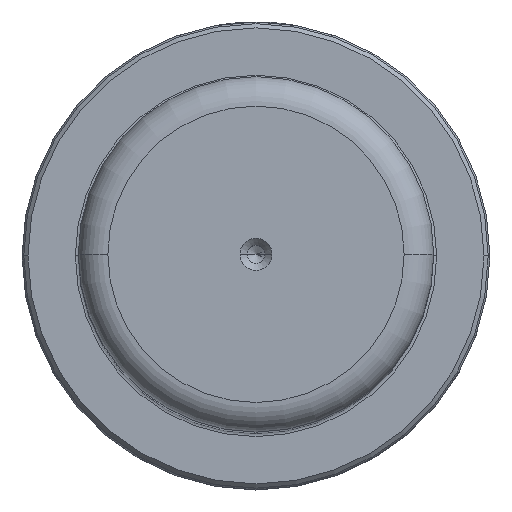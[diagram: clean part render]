
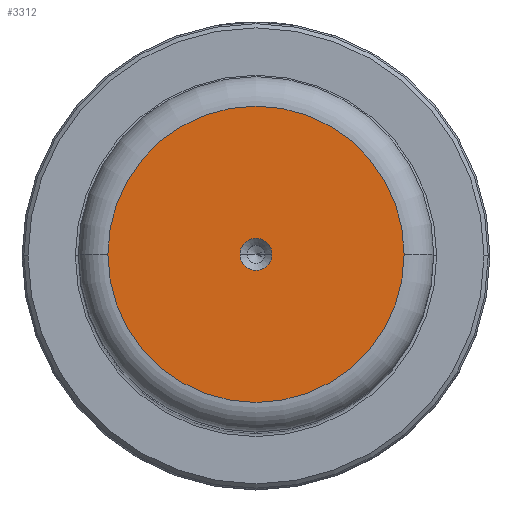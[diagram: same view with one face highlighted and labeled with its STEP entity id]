
A CAD part, top view. The second image highlights one B-rep face of the part: STEP entity #3312.
In plain terms, the highlighted planar face has unit normal (0, 0, 1).
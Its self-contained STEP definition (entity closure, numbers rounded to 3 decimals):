
#109 = ORIENTED_EDGE ( 'NONE', *, *, #208, .T. ) ;
#208 = EDGE_CURVE ( 'NONE', #2759, #3235, #2648, .T. ) ;
#235 = CARTESIAN_POINT ( 'NONE',  ( 0., 0., 212. ) ) ;
#489 = DIRECTION ( 'NONE',  ( 0., 0., 1. ) ) ;
#580 = AXIS2_PLACEMENT_3D ( 'NONE', #1420, #2240, #3620 ) ;
#797 = CIRCLE ( 'NONE', #2506, 2.7 ) ;
#843 = DIRECTION ( 'NONE',  ( 1., 0., 0. ) ) ;
#1083 = VERTEX_POINT ( 'NONE', #1902 ) ;
#1123 = DIRECTION ( 'NONE',  ( 0., 0., 1. ) ) ;
#1184 = ORIENTED_EDGE ( 'NONE', *, *, #1527, .T. ) ;
#1238 = AXIS2_PLACEMENT_3D ( 'NONE', #2505, #2430, #3619 ) ;
#1253 = EDGE_CURVE ( 'NONE', #1083, #2403, #3104, .T. ) ;
#1420 = CARTESIAN_POINT ( 'NONE',  ( 0., 0., 212. ) ) ;
#1436 = FACE_OUTER_BOUND ( 'NONE', #1490, .T. ) ;
#1490 = EDGE_LOOP ( 'NONE', ( #109, #1184 ) ) ;
#1527 = EDGE_CURVE ( 'NONE', #3235, #2759, #3612, .T. ) ;
#1543 = ORIENTED_EDGE ( 'NONE', *, *, #1253, .F. ) ;
#1610 = CARTESIAN_POINT ( 'NONE',  ( -25.017, 0., 212. ) ) ;
#1676 = PLANE ( 'NONE',  #580 ) ;
#1713 = DIRECTION ( 'NONE',  ( 1., 0., 0. ) ) ;
#1800 = AXIS2_PLACEMENT_3D ( 'NONE', #235, #3603, #1713 ) ;
#1902 = CARTESIAN_POINT ( 'NONE',  ( 2.7, 0., 212. ) ) ;
#2063 = AXIS2_PLACEMENT_3D ( 'NONE', #3605, #1123, #843 ) ;
#2158 = EDGE_LOOP ( 'NONE', ( #1543, #3360 ) ) ;
#2219 = EDGE_CURVE ( 'NONE', #2403, #1083, #797, .T. ) ;
#2240 = DIRECTION ( 'NONE',  ( 0., 0., 1. ) ) ;
#2403 = VERTEX_POINT ( 'NONE', #2548 ) ;
#2430 = DIRECTION ( 'NONE',  ( 0., 0., 1. ) ) ;
#2505 = CARTESIAN_POINT ( 'NONE',  ( 0., 0., 212. ) ) ;
#2506 = AXIS2_PLACEMENT_3D ( 'NONE', #3007, #489, #3299 ) ;
#2548 = CARTESIAN_POINT ( 'NONE',  ( -2.7, 0., 212. ) ) ;
#2648 = CIRCLE ( 'NONE', #1238, 25.017 ) ;
#2759 = VERTEX_POINT ( 'NONE', #3545 ) ;
#3007 = CARTESIAN_POINT ( 'NONE',  ( 0., 0., 212. ) ) ;
#3062 = FACE_BOUND ( 'NONE', #2158, .T. ) ;
#3104 = CIRCLE ( 'NONE', #2063, 2.7 ) ;
#3235 = VERTEX_POINT ( 'NONE', #1610 ) ;
#3299 = DIRECTION ( 'NONE',  ( 1., 0., 0. ) ) ;
#3312 = ADVANCED_FACE ( 'NONE', ( #3062, #1436 ), #1676, .T. ) ;
#3360 = ORIENTED_EDGE ( 'NONE', *, *, #2219, .F. ) ;
#3545 = CARTESIAN_POINT ( 'NONE',  ( 25.017, 0., 212. ) ) ;
#3603 = DIRECTION ( 'NONE',  ( 0., 0., 1. ) ) ;
#3605 = CARTESIAN_POINT ( 'NONE',  ( 0., 0., 212. ) ) ;
#3612 = CIRCLE ( 'NONE', #1800, 25.017 ) ;
#3619 = DIRECTION ( 'NONE',  ( 1., 0., 0. ) ) ;
#3620 = DIRECTION ( 'NONE',  ( 1., 0., 0. ) ) ;
